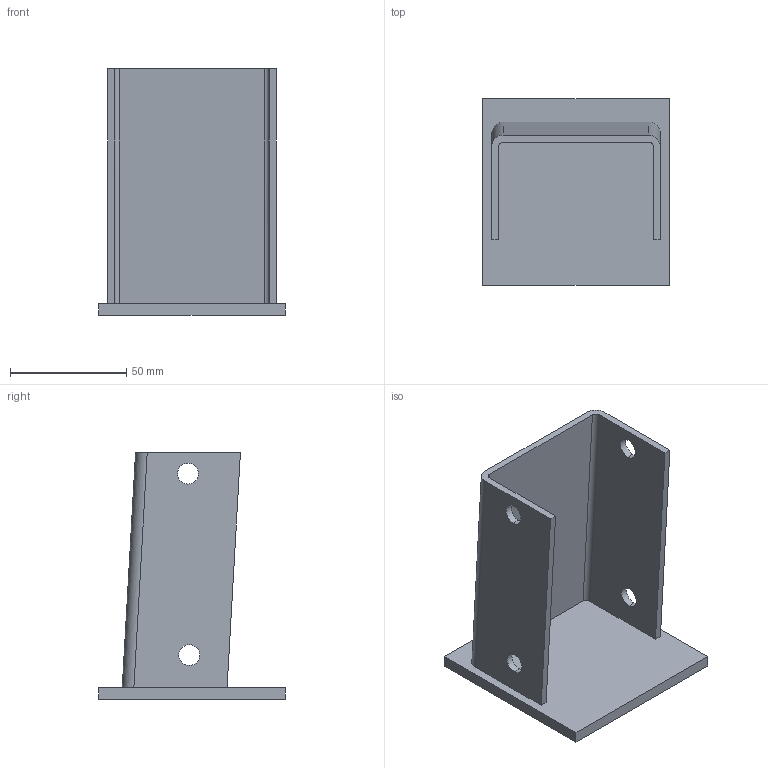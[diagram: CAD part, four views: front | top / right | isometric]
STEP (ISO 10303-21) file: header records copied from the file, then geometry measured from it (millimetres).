
FILE_DESCRIPTION (( 'STEP AP214' ), '1' );
FILE_NAME ('0010915_NR-SEP_(A-02).step', '2019-06-18T08:38:18', ( 'Windows-Benutzer' ), ( '' ), 'SwSTEP 2.0', 'SolidWorks 2018', '' );
FILE_SCHEMA (( 'AUTOMOTIVE_DESIGN' ));
Length unit declared in the file: millimetre
Products named in the file (1): 0010915_NR-SEP_(A-02)
Bounding box: 80 x 80 x 106 mm (x, y, z)
Volume: 77820.7 mm3; surface area: 45893.4 mm2
Topology: 1 solids, 1 shells, 27 faces, 72 edges, 48 vertices
Faces by surface type: plane 15, cylinder 12
Entity records: 892 total; most frequent: CARTESIAN_POINT 172, ORIENTED_EDGE 144, DIRECTION 136, EDGE_CURVE 72, VECTOR 48, VERTEX_POINT 48, LINE 48, AXIS2_PLACEMENT_3D 44
